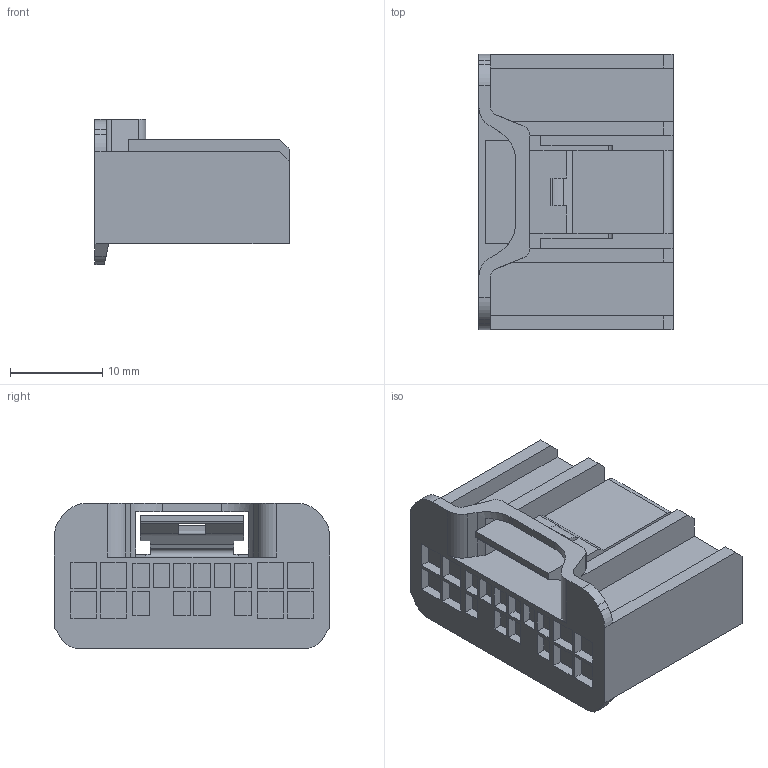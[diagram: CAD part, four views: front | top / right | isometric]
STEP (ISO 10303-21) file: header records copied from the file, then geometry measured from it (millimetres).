
FILE_DESCRIPTION(('CATIA V5 STEP Exchange'),'2;1');
FILE_NAME('6098-5604.stp','2012-12-14T06:00:50+00:00',('none'),('none'),'CATIA Version 5 Release 20 SP 4 (IN-10)','CATIA V5 STEP AP203','none');
FILE_SCHEMA(('CONFIG_CONTROL_DESIGN'));
Length unit declared in the file: millimetre
Products named in the file (1): 6098-5604
Bounding box: 21 x 29.8 x 15.7 mm (x, y, z)
Volume: 5507.1 mm3; surface area: 3719.9 mm2
Topology: 1 solids, 1 shells, 275 faces, 721 edges, 480 vertices
Faces by surface type: plane 253, cylinder 22
Entity records: 7964 total; most frequent: ORIENTED_EDGE 1442, CARTESIAN_POINT 1420, DIRECTION 1117, EDGE_CURVE 721, VECTOR 665, LINE 665, VERTEX_POINT 480, EDGE_LOOP 311
